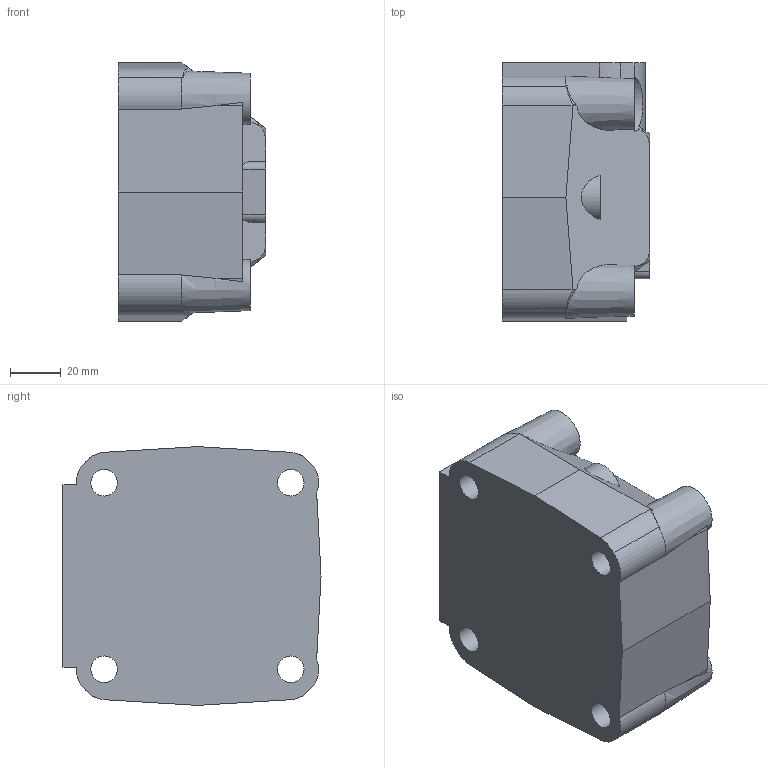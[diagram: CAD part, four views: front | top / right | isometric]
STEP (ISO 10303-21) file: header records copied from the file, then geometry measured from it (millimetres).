
FILE_DESCRIPTION(/* description */ (''),/* implementation_level */ '2;1');
FILE_NAME(/* name */ '_MS-P.step',/* time_stamp */ '2023-12-15T18:59:50+05:30',/* author */ (''),/* organization */ (''),/* preprocessor_version */ 'ST-DEVELOPER v20',/* originating_system */ 'Autodesk Translation Framework v12.14.0.127',/* authorisation */ '');
FILE_SCHEMA (('AUTOMOTIVE_DESIGN { 1 0 10303 214 3 1 1 }'));
Length unit declared in the file: millimetre
Products named in the file (1): _MS-P
Bounding box: 58 x 101.7 x 102 mm (x, y, z)
Volume: 461267.6 mm3; surface area: 48472.1 mm2
Topology: 1 solids, 1 shells, 116 faces, 317 edges, 210 vertices
Faces by surface type: plane 46, cylinder 44, cone 22, torus 4
Full cylindrical faces by diameter (mm): 2.2 x4, 8.376 x2, 10.5 x4, 18.631 x2
Entity records: 4098 total; most frequent: CARTESIAN_POINT 946, DIRECTION 644, ORIENTED_EDGE 626, EDGE_CURVE 313, AXIS2_PLACEMENT_3D 252, VERTEX_POINT 210, LINE 140, VECTOR 140
